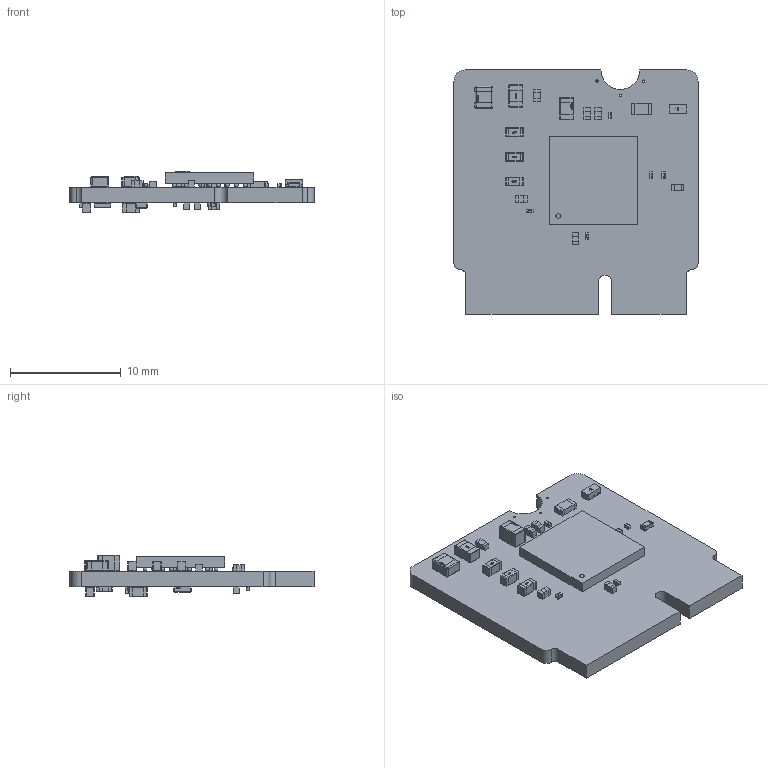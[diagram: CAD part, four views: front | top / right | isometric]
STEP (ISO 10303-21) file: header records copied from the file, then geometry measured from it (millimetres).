
FILE_DESCRIPTION(('Open CASCADE Model'),'2;1');
FILE_NAME('Open CASCADE Shape Model','2022-05-19T10:27:49',('Author'),( 'Open CASCADE'),'Open CASCADE STEP processor 6.8','Open CASCADE 6.8' ,'Unknown');
FILE_SCHEMA(('AUTOMOTIVE_DESIGN { 1 0 10303 214 1 1 1 1 }'));
Length unit declared in the file: millimetre
Products named in the file (104): PCB; Board; Open CASCADE STEP translator 6.8 2.1.1; U2; 6622773920; Extruded; L2; Ind_Murata_LQM2MPN1R5MG0B_eec; R3; 6864525728; 6864525568; C22; Cap_Murata_GRM188R60J106KE47D_eec; terminals; body; logo; C21; Cap_Samsung_CL10B473KO8NNWC_eec; 1; 2; Samsung_logo; R2; 6776020352; Mid_Body; Terminal; Open_CASCADE_STEP_translator_6.8_9.2.1; Mark; R1; 6864522688; 6864522528; D1; Diode_Vishay_TLMO1000-GS08_eec; Lead; sid_bar; sid_square; Vishay; U1; 21-0735_MXM; 6877328224; Y1 ...
Assembly tree (140 placements, depth 5):
  PCB
    Board
      Open CASCADE STEP translator 6.8 2.1.1
    U2
      6622773920
        Extruded
    L2
      Ind_Murata_LQM2MPN1R5MG0B_eec
      Ind_Murata_LQM2MPN1R5MG0B_eec
      Ind_Murata_LQM2MPN1R5MG0B_eec
      Ind_Murata_LQM2MPN1R5MG0B_eec
    R3
      6864525728
        Extruded
      6864525568  x2
        Extruded
    C22
      Cap_Murata_GRM188R60J106KE47D_eec
        terminals
        body
        logo
    C21
      Cap_Samsung_CL10B473KO8NNWC_eec
        1
        2
        Samsung_logo
    R2
      6776020352
        Mid_Body
        Terminal  x2
          Open_CASCADE_STEP_translator_6.8_9.2.1
        Mark
    R1
      6864522688
        Extruded
      6864522528  x2
        Extruded
    D1
      Diode_Vishay_TLMO1000-GS08_eec
        body
        Lead
        sid_bar  x4
        sid_square  x4
        Vishay
    U1
      21-0735_MXM
      6877328224
        Extruded
    Y1
      Crys_TXC_9HT12-32_768KDZY-T_eec
        Base
        Crystal
        Silk
        TXC_Logo
        Pads
    L1
      Ind_TDK_MLP2012HR54MT0S1_eec
        body
        side  x2
        TDK_Logo
Bounding box: 22 x 22 x 3.78 mm (x, y, z)
Volume: 747.6 mm3; surface area: 1485.2 mm2
Topology: 335 solids, 335 shells, 4315 faces, 11553 edges, 7538 vertices
Faces by surface type: plane 1925, bspline 1578, cylinder 514, sphere 290, torus 8
Full cylindrical faces by diameter (mm): 0.2 x3, 0.4 x1
Entity records: 67209 total; most frequent: CARTESIAN_POINT 19093, ORIENTED_EDGE 9646, DIRECTION 7398, EDGE_CURVE 4823, VERTEX_POINT 3332, LINE 2816, VECTOR 2816, AXIS2_PLACEMENT_3D 2291
